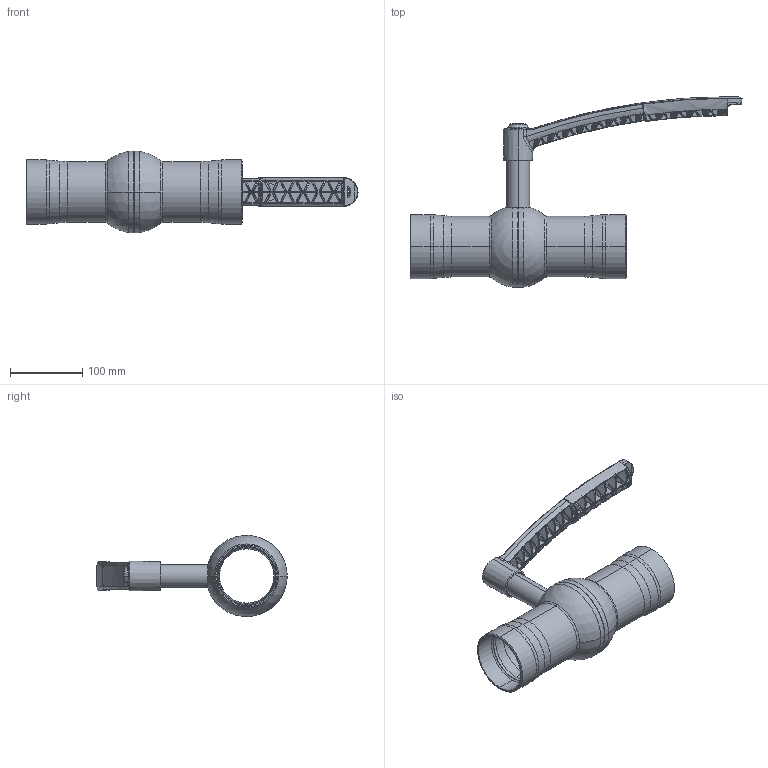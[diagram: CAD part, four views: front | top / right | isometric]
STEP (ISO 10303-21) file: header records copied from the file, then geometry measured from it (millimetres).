
FILE_DESCRIPTION (( 'STEP AP214' ), '1' );
FILE_NAME ('8500225080 010.step', '2025-05-29T08:09:23', ( '' ), ( '' ), 'SwSTEP 2.0', 'SolidWorks 2023', '' );
FILE_SCHEMA (( 'AUTOMOTIVE_DESIGN' ));
Length unit declared in the file: millimetre
Products named in the file (1): 8500225080 010
Bounding box: 460.92 x 264.33 x 112.77 mm (x, y, z)
Surface area: 199983.5 mm2 (no closed solid volume)
Topology: 0 solids, 17 shells, 836 faces, 3205 edges, 2249 vertices
Faces by surface type: bspline 407, plane 213, cylinder 110, cone 74, torus 27, sphere 5
Entity records: 67055 total; most frequent: CARTESIAN_POINT 47191, ORIENTED_EDGE 4442, EDGE_CURVE 3169, DIRECTION 2395, VERTEX_POINT 2249, B_SPLINE_CURVE_WITH_KNOTS 1908, AXIS2_PLACEMENT_3D 913, EDGE_LOOP 908
